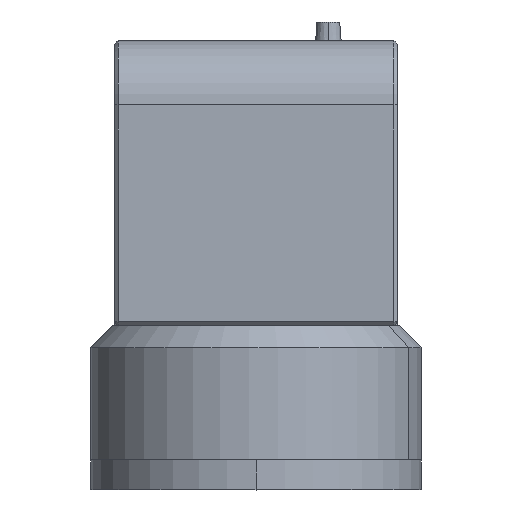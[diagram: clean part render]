
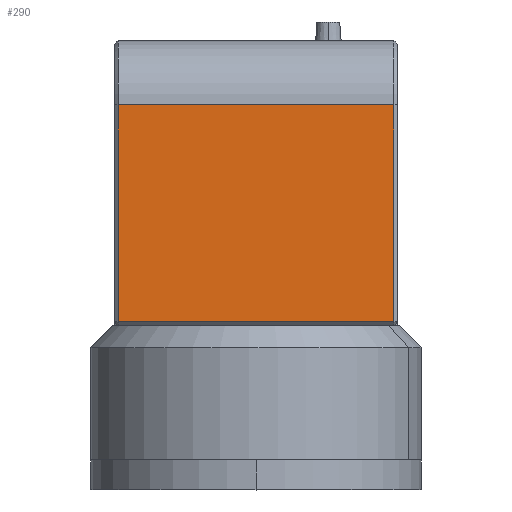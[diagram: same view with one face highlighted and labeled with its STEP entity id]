
A CAD part, top view. The second image highlights one B-rep face of the part: STEP entity #290.
In plain terms, the highlighted planar face has unit normal (0, 0, 1).
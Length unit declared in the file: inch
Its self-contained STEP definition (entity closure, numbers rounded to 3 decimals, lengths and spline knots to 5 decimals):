
#290 = ADVANCED_FACE ( 'NONE', ( #11601 ), #32869, .T. ) ;
#2160 = DIRECTION ( 'NONE',  ( 0., -1., 0. ) ) ;
#2251 = CARTESIAN_POINT ( 'NONE',  ( -32.3565, -2.69484, 6.53307 ) ) ;
#2345 = DIRECTION ( 'NONE',  ( 0., 0., 1. ) ) ;
#7062 = VERTEX_POINT ( 'NONE', #26765 ) ;
#11601 = FACE_OUTER_BOUND ( 'NONE', #35966, .T. ) ;
#18637 = ORIENTED_EDGE ( 'NONE', *, *, #36963, .T. ) ;
#19918 = AXIS2_PLACEMENT_3D ( 'NONE', #2251, #2345, #2160 ) ;
#20359 = VERTEX_POINT ( 'NONE', #23639 ) ;
#20438 = VERTEX_POINT ( 'NONE', #23651 ) ;
#21328 = VERTEX_POINT ( 'NONE', #23830 ) ;
#23639 = CARTESIAN_POINT ( 'NONE',  ( -32.31713, -2.65547, 6.53307 ) ) ;
#23651 = CARTESIAN_POINT ( 'NONE',  ( -32.31713, -0.33263, 6.53307 ) ) ;
#23830 = CARTESIAN_POINT ( 'NONE',  ( -29.36437, -2.65547, 6.53307 ) ) ;
#25140 = LINE ( 'NONE', #28222, #25146 ) ;
#25146 = VECTOR ( 'NONE', #28204, 39.37008 ) ;
#25507 = LINE ( 'NONE', #29924, #25509 ) ;
#25509 = VECTOR ( 'NONE', #29929, 39.37008 ) ;
#25531 = LINE ( 'NONE', #30088, #25534 ) ;
#25534 = VECTOR ( 'NONE', #30092, 39.37008 ) ;
#25568 = LINE ( 'NONE', #30372, #25570 ) ;
#25570 = VECTOR ( 'NONE', #30375, 39.37008 ) ;
#25975 = ORIENTED_EDGE ( 'NONE', *, *, #37039, .T. ) ;
#26243 = ORIENTED_EDGE ( 'NONE', *, *, #37131, .T. ) ;
#26276 = ORIENTED_EDGE ( 'NONE', *, *, #36596, .T. ) ;
#26765 = CARTESIAN_POINT ( 'NONE',  ( -29.36437, -0.33263, 6.53307 ) ) ;
#28204 = DIRECTION ( 'NONE',  ( -1., 0., 0. ) ) ;
#28222 = CARTESIAN_POINT ( 'NONE',  ( -32.3565, -0.33263, 6.53307 ) ) ;
#29924 = CARTESIAN_POINT ( 'NONE',  ( -32.31713, -2.69484, 6.53307 ) ) ;
#29929 = DIRECTION ( 'NONE',  ( 0., -1., 0. ) ) ;
#30088 = CARTESIAN_POINT ( 'NONE',  ( -29.36437, -0.33263, 6.53307 ) ) ;
#30092 = DIRECTION ( 'NONE',  ( 0., 1., 0. ) ) ;
#30372 = CARTESIAN_POINT ( 'NONE',  ( -29.325, -2.65547, 6.53307 ) ) ;
#30375 = DIRECTION ( 'NONE',  ( 1., 0., 0. ) ) ;
#32869 = PLANE ( 'NONE',  #19918 ) ;
#35966 = EDGE_LOOP ( 'NONE', ( #26276, #18637, #26243, #25975 ) ) ;
#36596 = EDGE_CURVE ( 'NONE', #7062, #20438, #25140, .T. ) ;
#36963 = EDGE_CURVE ( 'NONE', #20438, #20359, #25507, .T. ) ;
#37039 = EDGE_CURVE ( 'NONE', #21328, #7062, #25531, .T. ) ;
#37131 = EDGE_CURVE ( 'NONE', #20359, #21328, #25568, .T. ) ;
